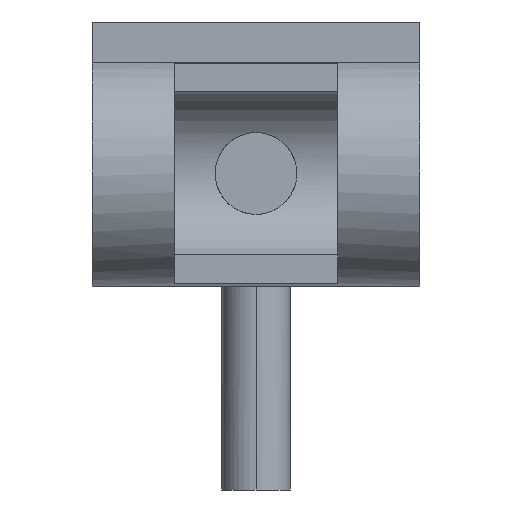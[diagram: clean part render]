
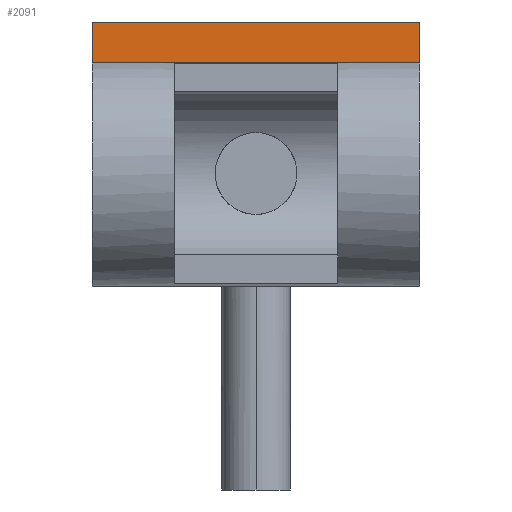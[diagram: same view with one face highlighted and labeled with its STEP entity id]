
A CAD part, front view. The second image highlights one B-rep face of the part: STEP entity #2091.
In plain terms, the highlighted planar face has unit normal (0, -1, 0).
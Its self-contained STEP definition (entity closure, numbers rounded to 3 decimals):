
#81 = ORIENTED_EDGE ( 'NONE', *, *, #2347, .T. ) ;
#108 = EDGE_CURVE ( 'NONE', #1153, #1534, #2394, .T. ) ;
#189 = CARTESIAN_POINT ( 'NONE',  ( -60., -9., 40.512 ) ) ;
#199 = CARTESIAN_POINT ( 'NONE',  ( 60., -9., 40.512 ) ) ;
#211 = DIRECTION ( 'NONE',  ( -1., 0., 0. ) ) ;
#226 = EDGE_CURVE ( 'NONE', #1895, #518, #276, .T. ) ;
#276 = LINE ( 'NONE', #1051, #1686 ) ;
#344 = CARTESIAN_POINT ( 'NONE',  ( 60., -9., 40.512 ) ) ;
#392 = ORIENTED_EDGE ( 'NONE', *, *, #108, .T. ) ;
#518 = VERTEX_POINT ( 'NONE', #199 ) ;
#564 = CARTESIAN_POINT ( 'NONE',  ( -60., -9., 55.512 ) ) ;
#636 = DIRECTION ( 'NONE',  ( 0., 1., 0. ) ) ;
#814 = CARTESIAN_POINT ( 'NONE',  ( -60., -9., 55.512 ) ) ;
#816 = FACE_OUTER_BOUND ( 'NONE', #2053, .T. ) ;
#888 = VECTOR ( 'NONE', #1081, 1000. ) ;
#1051 = CARTESIAN_POINT ( 'NONE',  ( 60., -9., 55.512 ) ) ;
#1081 = DIRECTION ( 'NONE',  ( -1., 0., 0. ) ) ;
#1112 = ORIENTED_EDGE ( 'NONE', *, *, #1117, .F. ) ;
#1117 = EDGE_CURVE ( 'NONE', #518, #1534, #1968, .T. ) ;
#1153 = VERTEX_POINT ( 'NONE', #564 ) ;
#1183 = LINE ( 'NONE', #1890, #1582 ) ;
#1336 = DIRECTION ( 'NONE',  ( 0., 0., 1. ) ) ;
#1509 = DIRECTION ( 'NONE',  ( 0., 0., -1. ) ) ;
#1511 = PLANE ( 'NONE',  #1727 ) ;
#1534 = VERTEX_POINT ( 'NONE', #189 ) ;
#1582 = VECTOR ( 'NONE', #211, 1000. ) ;
#1686 = VECTOR ( 'NONE', #1753, 1000. ) ;
#1727 = AXIS2_PLACEMENT_3D ( 'NONE', #2234, #636, #1336 ) ;
#1753 = DIRECTION ( 'NONE',  ( 0., 0., -1. ) ) ;
#1816 = ORIENTED_EDGE ( 'NONE', *, *, #226, .F. ) ;
#1890 = CARTESIAN_POINT ( 'NONE',  ( 60., -9., 55.512 ) ) ;
#1895 = VERTEX_POINT ( 'NONE', #2390 ) ;
#1968 = LINE ( 'NONE', #344, #888 ) ;
#1989 = VECTOR ( 'NONE', #1509, 1000. ) ;
#2053 = EDGE_LOOP ( 'NONE', ( #392, #1112, #1816, #81 ) ) ;
#2091 = ADVANCED_FACE ( 'NONE', ( #816 ), #1511, .F. ) ;
#2234 = CARTESIAN_POINT ( 'NONE',  ( 60., -9., 55.512 ) ) ;
#2347 = EDGE_CURVE ( 'NONE', #1895, #1153, #1183, .T. ) ;
#2390 = CARTESIAN_POINT ( 'NONE',  ( 60., -9., 55.512 ) ) ;
#2394 = LINE ( 'NONE', #814, #1989 ) ;
